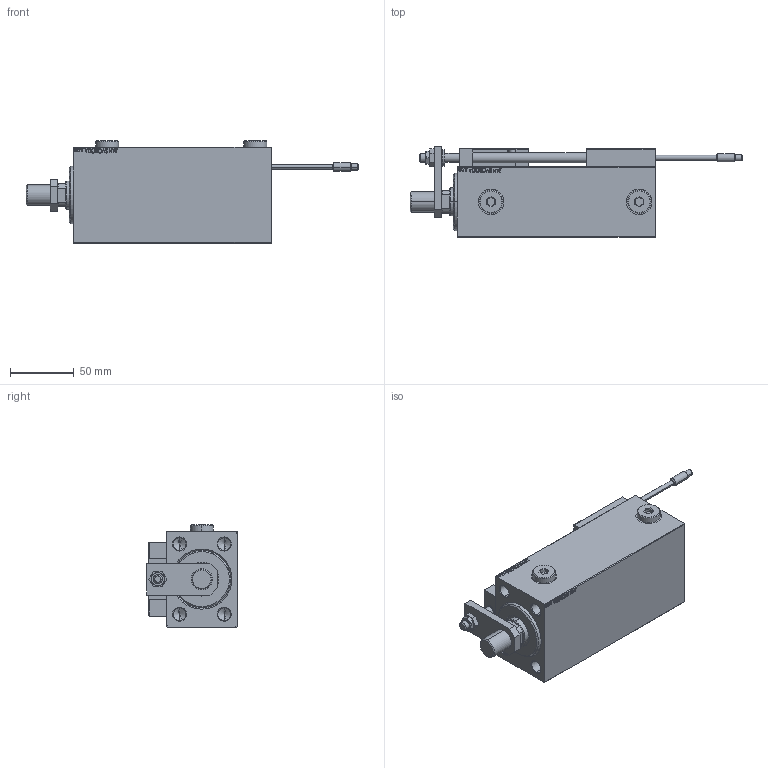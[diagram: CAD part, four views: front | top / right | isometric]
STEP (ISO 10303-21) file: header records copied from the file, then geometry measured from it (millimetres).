
FILE_DESCRIPTION (( 'STEP AP203' ), '1' );
FILE_NAME ('df9d.STEP', '2024-02-11T10:23:26', ( '' ), ( '' ), 'SwSTEP 2.0', 'SolidWorks 2019', '' );
FILE_SCHEMA (( 'CONFIG_CONTROL_DESIGN' ));
Length unit declared in the file: millimetre
Products named in the file (18): V450CM_B_Body bfd54479ae4f573a3e722b119280f1ae; KONCOVKA_Y bfd54479ae4f573a3e722b119280f1ae; TYC_L79 bfd54479ae4f573a3e722b119280f1ae; NUT_D10 bfd54479ae4f573a3e722b119280f1ae; Block bfd54479ae4f573a3e722b119280f1ae; SWITCH_X_FRONT_BACK bfd54479ae4f573a3e722b119280f1ae; ALLEN BOLT D5 bfd54479ae4f573a3e722b119280f1ae; Zatka_OIL_PORT bfd54479ae4f573a3e722b119280f1ae; SWITCH DIM B,W bfd54479ae4f573a3e722b119280f1ae; SWITCH X bfd54479ae4f573a3e722b119280f1ae; MAGNET bfd54479ae4f573a3e722b119280f1ae; NUT_D12 bfd54479ae4f573a3e722b119280f1ae; ALLEN BOLT D8 bfd54479ae4f573a3e722b119280f1ae; df9d; ZARAZKA bfd54479ae4f573a3e722b119280f1ae; V450CM_B_VCP bfd54479ae4f573a3e722b119280f1ae; V450CM_VC_B bfd54479ae4f573a3e722b119280f1ae; V450CM_MALE_METRIC bfd54479ae4f573a3e722b119280f1ae
Assembly tree (28 placements, depth 3):
  df9d
    V450CM_B_Body bfd54479ae4f573a3e722b119280f1ae
    V450CM_B_VCP bfd54479ae4f573a3e722b119280f1ae
    SWITCH X bfd54479ae4f573a3e722b119280f1ae
      SWITCH_X_FRONT_BACK bfd54479ae4f573a3e722b119280f1ae  x2
      TYC_L79 bfd54479ae4f573a3e722b119280f1ae
      Block bfd54479ae4f573a3e722b119280f1ae  x2
      ALLEN BOLT D5 bfd54479ae4f573a3e722b119280f1ae  x4
      ALLEN BOLT D8 bfd54479ae4f573a3e722b119280f1ae  x4
      MAGNET bfd54479ae4f573a3e722b119280f1ae  x2
      KONCOVKA_Y bfd54479ae4f573a3e722b119280f1ae  x2
    NUT_D10 bfd54479ae4f573a3e722b119280f1ae
    NUT_D12 bfd54479ae4f573a3e722b119280f1ae
    SWITCH DIM B,W bfd54479ae4f573a3e722b119280f1ae
    ZARAZKA bfd54479ae4f573a3e722b119280f1ae
    V450CM_VC_B bfd54479ae4f573a3e722b119280f1ae
    V450CM_MALE_METRIC bfd54479ae4f573a3e722b119280f1ae
    Zatka_OIL_PORT bfd54479ae4f573a3e722b119280f1ae  x2
Bounding box: 260 x 70.5 x 79.9 mm (x, y, z)
Volume: 641880.7 mm3; surface area: 120623.6 mm2
Topology: 27 solids, 27 shells, 1407 faces, 3340 edges, 2108 vertices
Faces by surface type: plane 600, bspline 380, cylinder 212, cone 161, torus 50, sphere 4
Entity records: 53233 total; most frequent: CARTESIAN_POINT 26616, ORIENTED_EDGE 5544, DIRECTION 3905, EDGE_CURVE 2772, VERTEX_POINT 1796, LINE 1591, VECTOR 1591, EDGE_LOOP 1292
